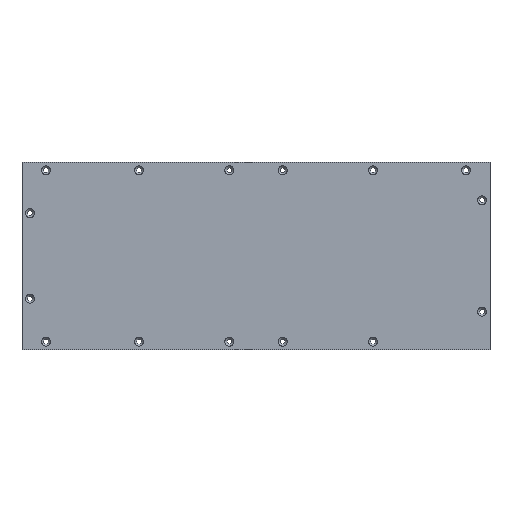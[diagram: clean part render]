
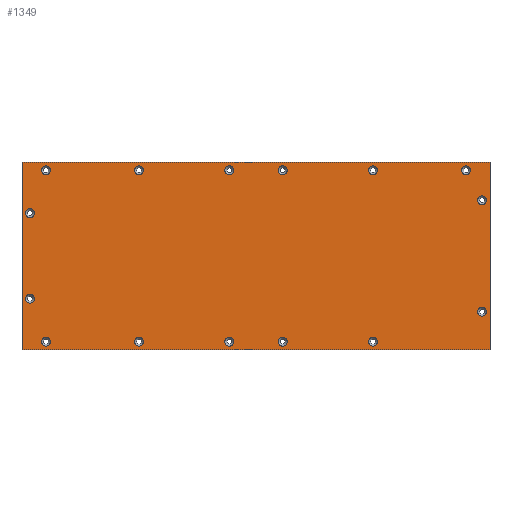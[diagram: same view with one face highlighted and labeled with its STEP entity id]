
A CAD part, top view. The second image highlights one B-rep face of the part: STEP entity #1349.
In plain terms, the highlighted planar face has unit normal (0, 0, 1).
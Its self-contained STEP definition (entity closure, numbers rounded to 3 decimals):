
#61=FACE_BOUND('',#213,.T.);
#62=FACE_BOUND('',#214,.T.);
#63=FACE_BOUND('',#215,.T.);
#64=FACE_BOUND('',#216,.T.);
#65=FACE_BOUND('',#217,.T.);
#66=FACE_BOUND('',#218,.T.);
#67=FACE_BOUND('',#219,.T.);
#68=FACE_BOUND('',#220,.T.);
#69=FACE_BOUND('',#221,.T.);
#70=FACE_BOUND('',#222,.T.);
#71=FACE_BOUND('',#223,.T.);
#72=FACE_BOUND('',#224,.T.);
#73=FACE_BOUND('',#225,.T.);
#74=FACE_BOUND('',#226,.T.);
#75=FACE_BOUND('',#227,.T.);
#82=PLANE('',#1504);
#124=FACE_OUTER_BOUND('',#212,.T.);
#212=EDGE_LOOP('',(#1042,#1043,#1044,#1045));
#213=EDGE_LOOP('',(#1046));
#214=EDGE_LOOP('',(#1047));
#215=EDGE_LOOP('',(#1048));
#216=EDGE_LOOP('',(#1049));
#217=EDGE_LOOP('',(#1050));
#218=EDGE_LOOP('',(#1051));
#219=EDGE_LOOP('',(#1052));
#220=EDGE_LOOP('',(#1053));
#221=EDGE_LOOP('',(#1054));
#222=EDGE_LOOP('',(#1055));
#223=EDGE_LOOP('',(#1056));
#224=EDGE_LOOP('',(#1057));
#225=EDGE_LOOP('',(#1058));
#226=EDGE_LOOP('',(#1059));
#227=EDGE_LOOP('',(#1060));
#316=LINE('',#2213,#424);
#317=LINE('',#2215,#425);
#318=LINE('',#2217,#426);
#319=LINE('',#2218,#427);
#424=VECTOR('',#1780,10.);
#425=VECTOR('',#1781,10.);
#426=VECTOR('',#1782,10.);
#427=VECTOR('',#1783,10.);
#500=CIRCLE('',#1427,4.75);
#502=CIRCLE('',#1430,4.75);
#504=CIRCLE('',#1433,4.75);
#506=CIRCLE('',#1436,4.75);
#508=CIRCLE('',#1439,4.75);
#510=CIRCLE('',#1442,4.75);
#512=CIRCLE('',#1445,4.75);
#514=CIRCLE('',#1448,4.75);
#516=CIRCLE('',#1451,4.75);
#518=CIRCLE('',#1454,4.75);
#520=CIRCLE('',#1457,4.75);
#522=CIRCLE('',#1460,4.75);
#524=CIRCLE('',#1463,4.75);
#526=CIRCLE('',#1466,4.75);
#528=CIRCLE('',#1469,4.75);
#590=VERTEX_POINT('',#2024);
#592=VERTEX_POINT('',#2030);
#594=VERTEX_POINT('',#2036);
#596=VERTEX_POINT('',#2042);
#598=VERTEX_POINT('',#2048);
#600=VERTEX_POINT('',#2054);
#602=VERTEX_POINT('',#2060);
#604=VERTEX_POINT('',#2066);
#606=VERTEX_POINT('',#2072);
#608=VERTEX_POINT('',#2078);
#610=VERTEX_POINT('',#2084);
#612=VERTEX_POINT('',#2090);
#614=VERTEX_POINT('',#2096);
#616=VERTEX_POINT('',#2102);
#618=VERTEX_POINT('',#2108);
#667=VERTEX_POINT('',#2211);
#668=VERTEX_POINT('',#2212);
#669=VERTEX_POINT('',#2214);
#670=VERTEX_POINT('',#2216);
#722=EDGE_CURVE('',#590,#590,#500,.T.);
#725=EDGE_CURVE('',#592,#592,#502,.T.);
#728=EDGE_CURVE('',#594,#594,#504,.T.);
#731=EDGE_CURVE('',#596,#596,#506,.T.);
#734=EDGE_CURVE('',#598,#598,#508,.T.);
#737=EDGE_CURVE('',#600,#600,#510,.T.);
#740=EDGE_CURVE('',#602,#602,#512,.T.);
#743=EDGE_CURVE('',#604,#604,#514,.T.);
#746=EDGE_CURVE('',#606,#606,#516,.T.);
#749=EDGE_CURVE('',#608,#608,#518,.T.);
#752=EDGE_CURVE('',#610,#610,#520,.T.);
#755=EDGE_CURVE('',#612,#612,#522,.T.);
#758=EDGE_CURVE('',#614,#614,#524,.T.);
#761=EDGE_CURVE('',#616,#616,#526,.T.);
#764=EDGE_CURVE('',#618,#618,#528,.T.);
#814=EDGE_CURVE('',#667,#668,#316,.T.);
#815=EDGE_CURVE('',#668,#669,#317,.T.);
#816=EDGE_CURVE('',#669,#670,#318,.T.);
#817=EDGE_CURVE('',#670,#667,#319,.T.);
#1042=ORIENTED_EDGE('',*,*,#814,.T.);
#1043=ORIENTED_EDGE('',*,*,#815,.T.);
#1044=ORIENTED_EDGE('',*,*,#816,.T.);
#1045=ORIENTED_EDGE('',*,*,#817,.T.);
#1046=ORIENTED_EDGE('',*,*,#722,.T.);
#1047=ORIENTED_EDGE('',*,*,#725,.T.);
#1048=ORIENTED_EDGE('',*,*,#728,.T.);
#1049=ORIENTED_EDGE('',*,*,#731,.T.);
#1050=ORIENTED_EDGE('',*,*,#734,.T.);
#1051=ORIENTED_EDGE('',*,*,#737,.T.);
#1052=ORIENTED_EDGE('',*,*,#740,.T.);
#1053=ORIENTED_EDGE('',*,*,#743,.T.);
#1054=ORIENTED_EDGE('',*,*,#746,.T.);
#1055=ORIENTED_EDGE('',*,*,#749,.T.);
#1056=ORIENTED_EDGE('',*,*,#752,.T.);
#1057=ORIENTED_EDGE('',*,*,#755,.T.);
#1058=ORIENTED_EDGE('',*,*,#758,.T.);
#1059=ORIENTED_EDGE('',*,*,#761,.T.);
#1060=ORIENTED_EDGE('',*,*,#764,.T.);
#1349=ADVANCED_FACE('',(#124,#61,#62,#63,#64,#65,#66,#67,#68,#69,#70,#71,
#72,#73,#74,#75),#82,.T.);
#1427=AXIS2_PLACEMENT_3D('',#2025,#1592,#1593);
#1430=AXIS2_PLACEMENT_3D('',#2031,#1599,#1600);
#1433=AXIS2_PLACEMENT_3D('',#2037,#1606,#1607);
#1436=AXIS2_PLACEMENT_3D('',#2043,#1613,#1614);
#1439=AXIS2_PLACEMENT_3D('',#2049,#1620,#1621);
#1442=AXIS2_PLACEMENT_3D('',#2055,#1627,#1628);
#1445=AXIS2_PLACEMENT_3D('',#2061,#1634,#1635);
#1448=AXIS2_PLACEMENT_3D('',#2067,#1641,#1642);
#1451=AXIS2_PLACEMENT_3D('',#2073,#1648,#1649);
#1454=AXIS2_PLACEMENT_3D('',#2079,#1655,#1656);
#1457=AXIS2_PLACEMENT_3D('',#2085,#1662,#1663);
#1460=AXIS2_PLACEMENT_3D('',#2091,#1669,#1670);
#1463=AXIS2_PLACEMENT_3D('',#2097,#1676,#1677);
#1466=AXIS2_PLACEMENT_3D('',#2103,#1683,#1684);
#1469=AXIS2_PLACEMENT_3D('',#2109,#1690,#1691);
#1504=AXIS2_PLACEMENT_3D('',#2210,#1778,#1779);
#1592=DIRECTION('center_axis',(0.,0.,-1.));
#1593=DIRECTION('ref_axis',(1.,0.,0.));
#1599=DIRECTION('center_axis',(0.,0.,-1.));
#1600=DIRECTION('ref_axis',(1.,0.,0.));
#1606=DIRECTION('center_axis',(0.,0.,-1.));
#1607=DIRECTION('ref_axis',(1.,0.,0.));
#1613=DIRECTION('center_axis',(0.,0.,-1.));
#1614=DIRECTION('ref_axis',(1.,0.,0.));
#1620=DIRECTION('center_axis',(0.,0.,-1.));
#1621=DIRECTION('ref_axis',(1.,0.,0.));
#1627=DIRECTION('center_axis',(0.,0.,-1.));
#1628=DIRECTION('ref_axis',(1.,0.,0.));
#1634=DIRECTION('center_axis',(0.,0.,-1.));
#1635=DIRECTION('ref_axis',(1.,0.,0.));
#1641=DIRECTION('center_axis',(0.,0.,-1.));
#1642=DIRECTION('ref_axis',(1.,0.,0.));
#1648=DIRECTION('center_axis',(0.,0.,-1.));
#1649=DIRECTION('ref_axis',(1.,0.,0.));
#1655=DIRECTION('center_axis',(0.,0.,-1.));
#1656=DIRECTION('ref_axis',(1.,0.,0.));
#1662=DIRECTION('center_axis',(0.,0.,-1.));
#1663=DIRECTION('ref_axis',(1.,0.,0.));
#1669=DIRECTION('center_axis',(0.,0.,-1.));
#1670=DIRECTION('ref_axis',(1.,0.,0.));
#1676=DIRECTION('center_axis',(0.,0.,-1.));
#1677=DIRECTION('ref_axis',(1.,0.,0.));
#1683=DIRECTION('center_axis',(0.,0.,-1.));
#1684=DIRECTION('ref_axis',(1.,0.,0.));
#1690=DIRECTION('center_axis',(0.,0.,-1.));
#1691=DIRECTION('ref_axis',(1.,0.,0.));
#1778=DIRECTION('center_axis',(0.,0.,1.));
#1779=DIRECTION('ref_axis',(1.,0.,0.));
#1780=DIRECTION('',(0.,-1.,0.));
#1781=DIRECTION('',(1.,0.,0.));
#1782=DIRECTION('',(0.,1.,0.));
#1783=DIRECTION('',(-1.,0.,0.));
#2024=CARTESIAN_POINT('',(111.75,59.5,5.));
#2025=CARTESIAN_POINT('Origin',(116.5,59.5,5.));
#2030=CARTESIAN_POINT('',(-4.75,-91.5,5.));
#2031=CARTESIAN_POINT('Origin',(0.,-91.5,
5.));
#2036=CARTESIAN_POINT('',(-101.25,-91.5,5.));
#2037=CARTESIAN_POINT('Origin',(-96.5,-91.5,5.));
#2042=CARTESIAN_POINT('',(-158.25,91.5,5.));
#2043=CARTESIAN_POINT('Origin',(-153.5,91.5,5.));
#2048=CARTESIAN_POINT('',(-254.75,-91.5,5.));
#2049=CARTESIAN_POINT('Origin',(-250.,-91.5,5.));
#2054=CARTESIAN_POINT('',(-354.25,-91.5,5.));
#2055=CARTESIAN_POINT('Origin',(-349.5,-91.5,5.));
#2060=CARTESIAN_POINT('',(-354.25,91.5,5.));
#2061=CARTESIAN_POINT('Origin',(-349.5,91.5,5.));
#2066=CARTESIAN_POINT('',(-371.25,45.75,5.));
#2067=CARTESIAN_POINT('Origin',(-366.5,45.75,5.));
#2072=CARTESIAN_POINT('',(-371.25,-45.75,5.));
#2073=CARTESIAN_POINT('Origin',(-366.5,-45.75,5.));
#2078=CARTESIAN_POINT('',(-254.75,91.5,5.));
#2079=CARTESIAN_POINT('Origin',(-250.,91.5,5.));
#2084=CARTESIAN_POINT('',(-158.25,-91.5,5.));
#2085=CARTESIAN_POINT('Origin',(-153.5,-91.5,5.));
#2090=CARTESIAN_POINT('',(-101.25,91.5,5.));
#2091=CARTESIAN_POINT('Origin',(-96.5,91.5,5.));
#2096=CARTESIAN_POINT('',(-4.75,91.5,5.));
#2097=CARTESIAN_POINT('Origin',(0.,91.5,5.));
#2102=CARTESIAN_POINT('',(111.75,-59.5,5.));
#2103=CARTESIAN_POINT('Origin',(116.5,-59.5,5.));
#2108=CARTESIAN_POINT('',(94.75,91.5,5.));
#2109=CARTESIAN_POINT('Origin',(99.5,91.5,5.));
#2210=CARTESIAN_POINT('Origin',(-125.,0.,5.));
#2211=CARTESIAN_POINT('',(-375.,100.,5.));
#2212=CARTESIAN_POINT('',(-375.,-100.,5.));
#2213=CARTESIAN_POINT('',(-375.,100.,5.));
#2214=CARTESIAN_POINT('',(125.,-100.,5.));
#2215=CARTESIAN_POINT('',(-375.,-100.,5.));
#2216=CARTESIAN_POINT('',(125.,100.,5.));
#2217=CARTESIAN_POINT('',(125.,-100.,5.));
#2218=CARTESIAN_POINT('',(125.,100.,5.));
